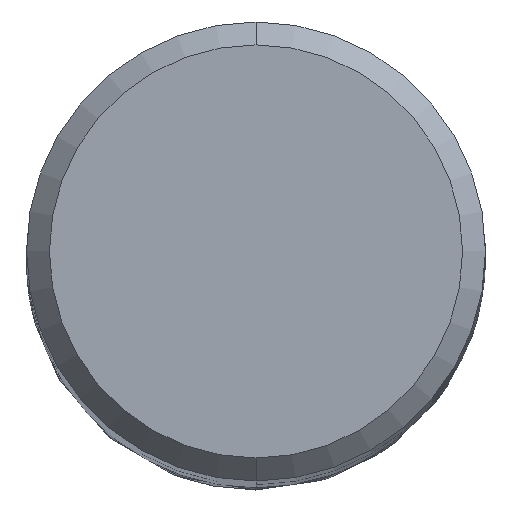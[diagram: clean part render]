
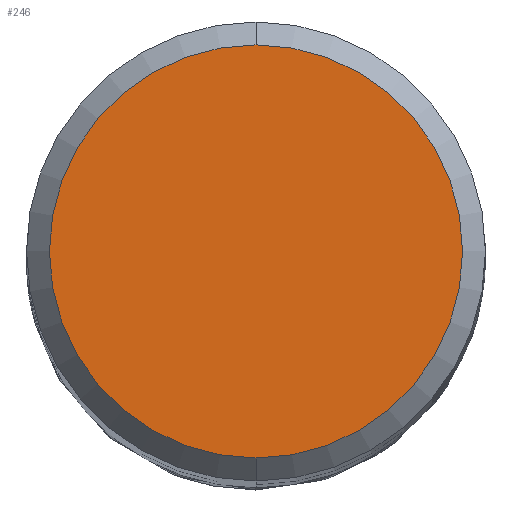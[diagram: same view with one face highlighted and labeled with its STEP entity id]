
A CAD part, top view. The second image highlights one B-rep face of the part: STEP entity #246.
In plain terms, the highlighted planar face has unit normal (0, 0, 1).
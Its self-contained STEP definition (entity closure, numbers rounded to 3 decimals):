
#246=ADVANCED_FACE('',(#554),#555,.T.);
#272=VERTEX_POINT('',#582);
#338=VERTEX_POINT('',#655);
#360=EDGE_CURVE('',#272,#338,#679,.T.);
#410=EDGE_CURVE('',#338,#272,#733,.T.);
#554=FACE_OUTER_BOUND('',#1577,.T.);
#555=PLANE('',#1578);
#582=CARTESIAN_POINT('',(0.,-3.6,0.0));
#655=CARTESIAN_POINT('',(0.0,3.6,0.0));
#679=CIRCLE('',#2116,3.6);
#733=CIRCLE('',#3564,3.6);
#1577=EDGE_LOOP('',(#3807,#3808));
#1578=AXIS2_PLACEMENT_3D('',#3809,#3810,#3811);
#2116=AXIS2_PLACEMENT_3D('',#3929,#3930,#3931);
#3564=AXIS2_PLACEMENT_3D('',#3968,#3969,#3970);
#3807=ORIENTED_EDGE('',*,*,#410,.F.);
#3808=ORIENTED_EDGE('',*,*,#360,.F.);
#3809=CARTESIAN_POINT('',(0.0,1.8,0.0));
#3810=DIRECTION('',(-0.0,0.0,1.0));
#3811=DIRECTION('',(0.0,-1.0,0.0));
#3929=CARTESIAN_POINT('',(0.0,0.0,0.0));
#3930=DIRECTION('',(0.0,0.0,-1.0));
#3931=DIRECTION('',(0.0,1.0,0.0));
#3968=CARTESIAN_POINT('',(0.0,0.0,0.0));
#3969=DIRECTION('',(0.0,0.0,-1.0));
#3970=DIRECTION('',(0.0,1.0,0.0));
